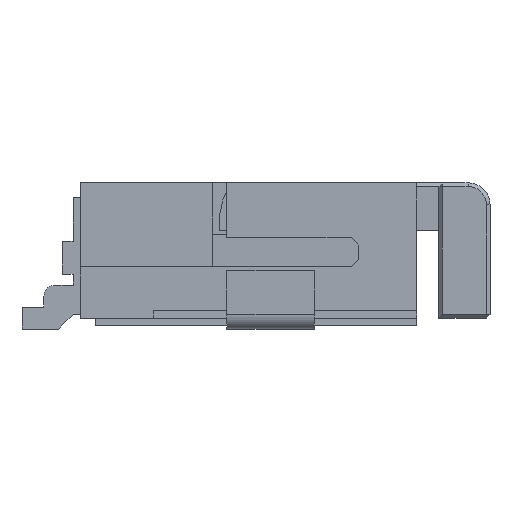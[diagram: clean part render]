
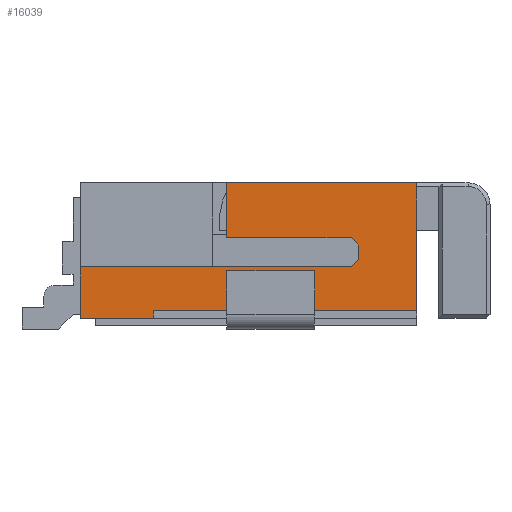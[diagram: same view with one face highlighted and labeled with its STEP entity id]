
A CAD part, left-side view. The second image highlights one B-rep face of the part: STEP entity #16039.
In plain terms, the highlighted planar face has unit normal (-1, 0, 0).
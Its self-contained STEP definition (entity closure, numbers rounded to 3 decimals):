
#535=FACE_OUTER_BOUND('',#1378,.T.);
#1378=EDGE_LOOP('',(#12384,#12385,#12386,#12387,#12388,#12389,#12390,#12391,
#12392,#12393,#12394,#12395));
#2968=LINE('',#23652,#5183);
#2973=LINE('',#23661,#5188);
#2977=LINE('',#23670,#5192);
#2981=LINE('',#23677,#5196);
#2982=LINE('',#23681,#5197);
#2985=LINE('',#23686,#5200);
#2987=LINE('',#23689,#5202);
#2988=LINE('',#23692,#5203);
#2990=LINE('',#23696,#5205);
#3017=LINE('',#23749,#5232);
#3116=LINE('',#23944,#5331);
#3117=LINE('',#23946,#5332);
#5183=VECTOR('',#19272,0.1);
#5188=VECTOR('',#19279,3.6);
#5192=VECTOR('',#19287,0.141);
#5196=VECTOR('',#19293,3.7);
#5197=VECTOR('',#19296,0.141);
#5200=VECTOR('',#19301,1.7);
#5202=VECTOR('',#19305,0.2);
#5203=VECTOR('',#19308,0.75);
#5205=VECTOR('',#19312,2.6);
#5232=VECTOR('',#19359,1.75);
#5331=VECTOR('',#19490,0.7);
#5332=VECTOR('',#19493,1.);
#7051=VERTEX_POINT('',#23648);
#7053=VERTEX_POINT('',#23651);
#7056=VERTEX_POINT('',#23659);
#7058=VERTEX_POINT('',#23667);
#7059=VERTEX_POINT('',#23669);
#7061=VERTEX_POINT('',#23675);
#7062=VERTEX_POINT('',#23679);
#7063=VERTEX_POINT('',#23680);
#7064=VERTEX_POINT('',#23685);
#7065=VERTEX_POINT('',#23691);
#7066=VERTEX_POINT('',#23695);
#7162=VERTEX_POINT('',#23942);
#8914=EDGE_CURVE('',#7053,#7051,#2968,.T.);
#8919=EDGE_CURVE('',#7051,#7056,#2973,.T.);
#8923=EDGE_CURVE('',#7058,#7059,#2977,.T.);
#8927=EDGE_CURVE('',#7061,#7058,#2981,.T.);
#8928=EDGE_CURVE('',#7062,#7063,#2982,.T.);
#8931=EDGE_CURVE('',#7063,#7064,#2985,.T.);
#8933=EDGE_CURVE('',#7059,#7062,#2987,.T.);
#8934=EDGE_CURVE('',#7064,#7065,#2988,.T.);
#8936=EDGE_CURVE('',#7065,#7066,#2990,.T.);
#8963=EDGE_CURVE('',#7056,#7066,#3017,.T.);
#9062=EDGE_CURVE('',#7162,#7061,#3116,.T.);
#9063=EDGE_CURVE('',#7162,#7053,#3117,.T.);
#12384=ORIENTED_EDGE('',*,*,#8963,.T.);
#12385=ORIENTED_EDGE('',*,*,#8936,.F.);
#12386=ORIENTED_EDGE('',*,*,#8934,.F.);
#12387=ORIENTED_EDGE('',*,*,#8931,.F.);
#12388=ORIENTED_EDGE('',*,*,#8928,.F.);
#12389=ORIENTED_EDGE('',*,*,#8933,.F.);
#12390=ORIENTED_EDGE('',*,*,#8923,.F.);
#12391=ORIENTED_EDGE('',*,*,#8927,.F.);
#12392=ORIENTED_EDGE('',*,*,#9062,.F.);
#12393=ORIENTED_EDGE('',*,*,#9063,.T.);
#12394=ORIENTED_EDGE('',*,*,#8914,.T.);
#12395=ORIENTED_EDGE('',*,*,#8919,.T.);
#14890=PLANE('',#16864);
#16039=ADVANCED_FACE('',(#535),#14890,.T.);
#16864=AXIS2_PLACEMENT_3D('',#23945,#19491,#19492);
#19272=DIRECTION('',(0.,0.,1.));
#19279=DIRECTION('',(0.,-1.,0.));
#19287=DIRECTION('',(0.,-0.707,0.707));
#19293=DIRECTION('',(0.,-1.,0.));
#19296=DIRECTION('',(0.,0.707,0.707));
#19301=DIRECTION('',(0.,1.,0.));
#19305=DIRECTION('',(0.,0.,1.));
#19308=DIRECTION('',(0.,0.,1.));
#19312=DIRECTION('',(0.,-1.,0.));
#19359=DIRECTION('',(0.,0.,1.));
#19490=DIRECTION('',(0.,0.,1.));
#19491=DIRECTION('center_axis',(-1.,0.,0.));
#19492=DIRECTION('ref_axis',(0.,0.,-1.));
#19493=DIRECTION('',(0.,-1.,0.));
#23648=CARTESIAN_POINT('',(-5.3,0.3,0.25));
#23651=CARTESIAN_POINT('',(-5.3,0.3,0.15));
#23652=CARTESIAN_POINT('',(-5.3,0.3,0.25));
#23659=CARTESIAN_POINT('',(-5.3,-3.3,0.25));
#23661=CARTESIAN_POINT('',(-5.3,1.3,0.25));
#23667=CARTESIAN_POINT('',(-5.3,-2.4,0.85));
#23669=CARTESIAN_POINT('',(-5.3,-2.5,0.95));
#23670=CARTESIAN_POINT('',(-5.3,-1.5,-0.05));
#23675=CARTESIAN_POINT('',(-5.3,1.3,0.85));
#23677=CARTESIAN_POINT('',(-5.3,1.3,0.85));
#23679=CARTESIAN_POINT('',(-5.3,-2.5,1.15));
#23680=CARTESIAN_POINT('',(-5.3,-2.4,1.25));
#23681=CARTESIAN_POINT('',(-5.3,-1.6,2.05));
#23685=CARTESIAN_POINT('',(-5.3,-0.7,1.25));
#23686=CARTESIAN_POINT('',(-5.3,-2.5,1.25));
#23689=CARTESIAN_POINT('',(-5.3,-2.5,0.85));
#23691=CARTESIAN_POINT('',(-5.3,-0.7,2.));
#23692=CARTESIAN_POINT('',(-5.3,-0.7,1.25));
#23695=CARTESIAN_POINT('',(-5.3,-3.3,2.));
#23696=CARTESIAN_POINT('',(-5.3,-0.7,2.));
#23749=CARTESIAN_POINT('',(-5.3,-3.3,0.963));
#23942=CARTESIAN_POINT('',(-5.3,1.3,0.15));
#23944=CARTESIAN_POINT('',(-5.3,1.3,0.25));
#23945=CARTESIAN_POINT('Origin',(-5.3,1.3,0.85));
#23946=CARTESIAN_POINT('',(-5.3,1.3,0.15));
